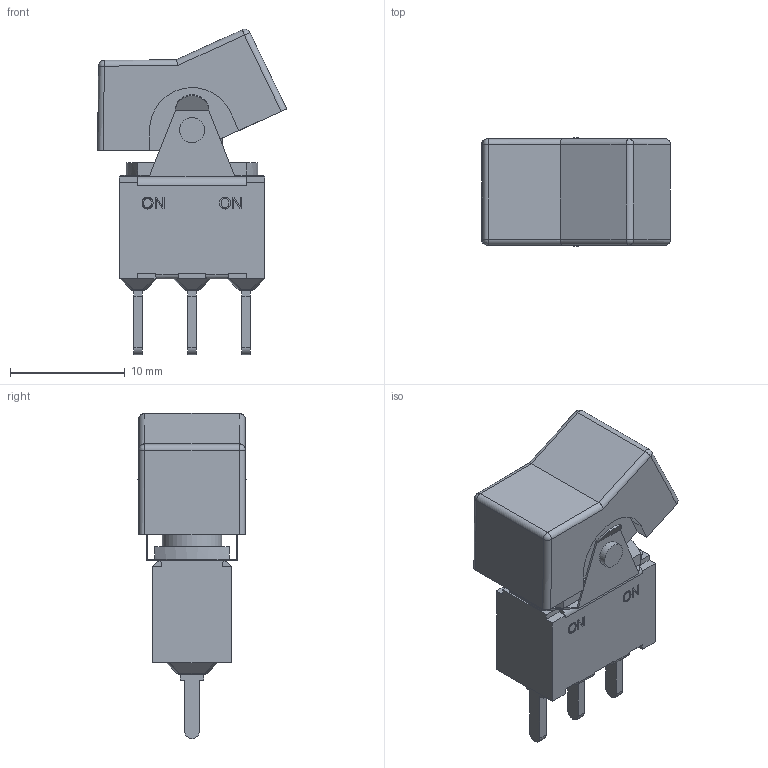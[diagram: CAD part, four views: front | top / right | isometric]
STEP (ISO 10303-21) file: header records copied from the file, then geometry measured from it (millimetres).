
FILE_DESCRIPTION(('FreeCAD Model'),'2;1');
FILE_NAME('300SP1J1BLKM2QE.step','2020-08-07T22:10:11',('Author'),(''), 'Open CASCADE STEP processor 7.3','FreeCAD','Unknown');
FILE_SCHEMA(('AUTOMOTIVE_DESIGN { 1 0 10303 214 1 1 1 1 }'));
Length unit declared in the file: millimetre
Products named in the file (1): 300SPxJ1xxxM2xE.stp
Bounding box: 16.47 x 9.45 x 28.35 mm (x, y, z)
Volume: 1518.4 mm3; surface area: 1834.6 mm2
Topology: 1 solids, 5 shells, 310 faces, 752 edges, 472 vertices
Faces by surface type: plane 217, cylinder 61, sphere 16, bspline 16
Full cylindrical faces by diameter (mm): 2.2 x4, 3.2 x1, 5.2 x1
Entity records: 21738 total; most frequent: CARTESIAN_POINT 4407, DIRECTION 2786, LINE 1896, VECTOR 1896, ORIENTED_EDGE 1504, PCURVE 1504, DEFINITIONAL_REPRESENTATION 1504, EDGE_CURVE 752
